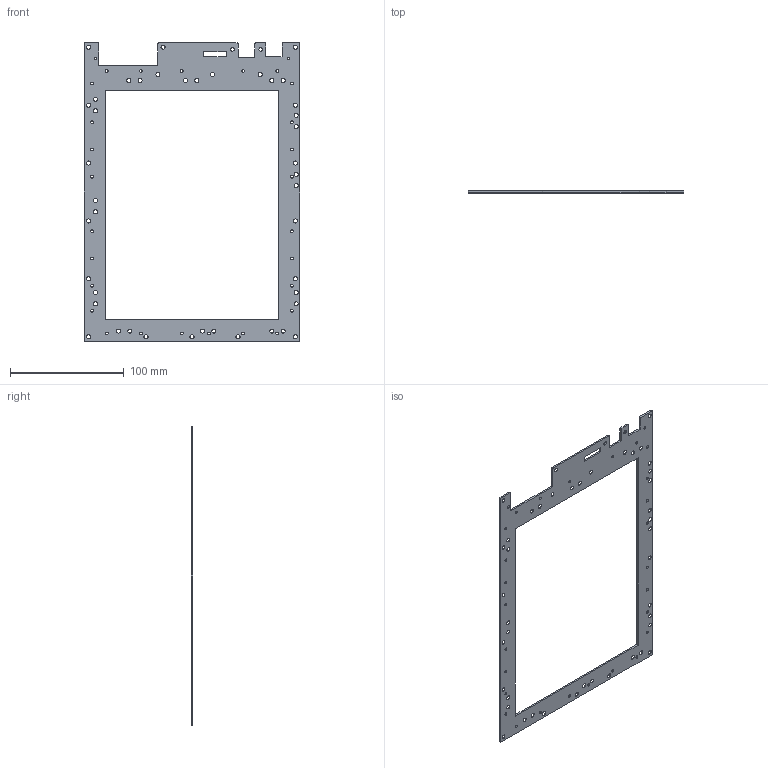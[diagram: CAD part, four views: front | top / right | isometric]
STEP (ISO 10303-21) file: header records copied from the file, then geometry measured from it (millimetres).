
FILE_DESCRIPTION(/* description */ (''),/* implementation_level */ '2;1');
FILE_NAME(/* name */ 'Middle.step',/* time_stamp */ '2021-06-13T16:36:20+03:00',/* author */ (''),/* organization */ (''),/* preprocessor_version */ 'ST-DEVELOPER v18.1',/* originating_system */ 'Autodesk Translation Framework v10.9.0.1377',/* authorisation */ '');
FILE_SCHEMA (('AUTOMOTIVE_DESIGN { 1 0 10303 214 3 1 1 }'));
Length unit declared in the file: millimetre
Products named in the file (1): Middle
Bounding box: 190 x 1.5 x 263 mm (x, y, z)
Volume: 24757.8 mm3; surface area: 37356.1 mm2
Topology: 1 solids, 1 shells, 110 faces, 327 edges, 218 vertices
Faces by surface type: cone 43, cylinder 41, plane 26
Full cylindrical faces by diameter (mm): 2.4 x29, 3.2 x2
Entity records: 4129 total; most frequent: DIRECTION 716, CARTESIAN_POINT 672, ORIENTED_EDGE 654, EDGE_CURVE 327, AXIS2_PLACEMENT_3D 280, EDGE_LOOP 261, VERTEX_POINT 218, CIRCLE 169
